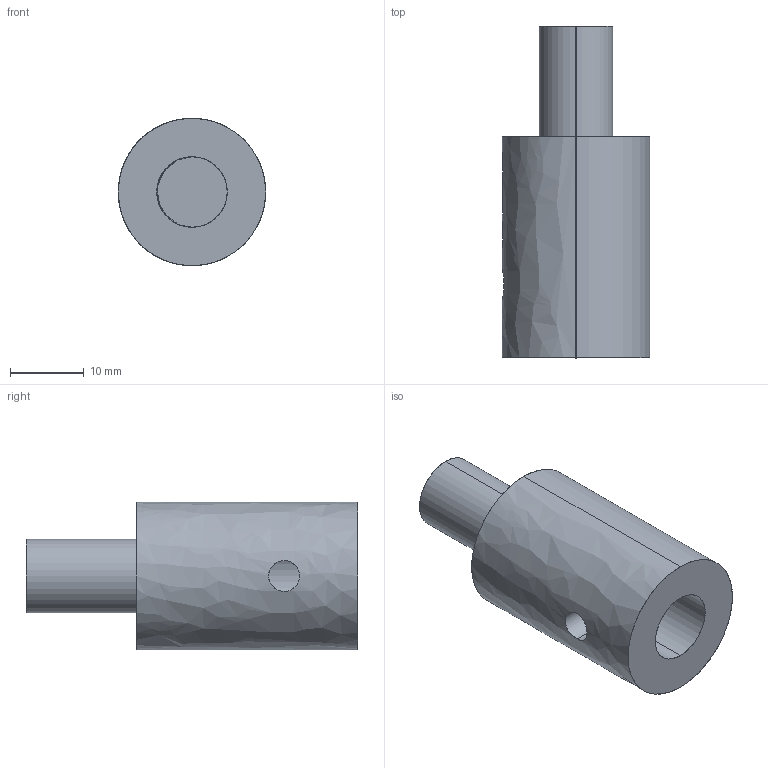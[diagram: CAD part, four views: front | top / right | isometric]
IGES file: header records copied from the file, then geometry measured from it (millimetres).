
Start section: SolidWorks IGES file using analytic representation for surfaces
Global section: file name: Mandrin 3-8-24UNF-Shaft 9.54-Sans Clavette-V1.IGS; native system: SolidWorks 2020; preprocessor: SolidWorks 2020; author: Algo_Sol-PGR; date: 220207.163143; units: millimetre
Bounding box: 20 x 45 x 20 mm (x, y, z)
Surface area: 3776.4 mm2 (no closed solid volume)
Topology: 0 solids, 0 shells, 12 faces, 344 edges, 344 vertices
Faces by surface type: revolution 8, bspline 4
